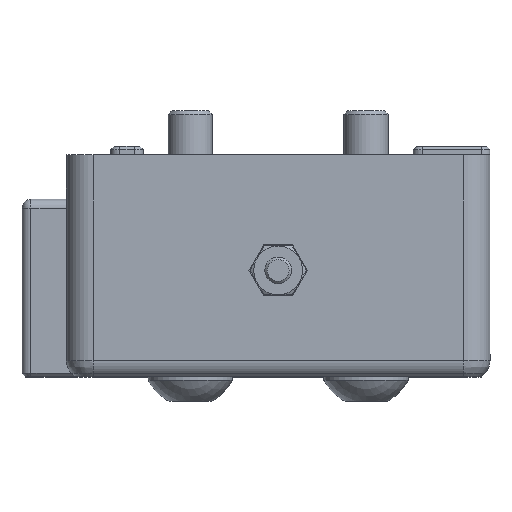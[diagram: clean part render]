
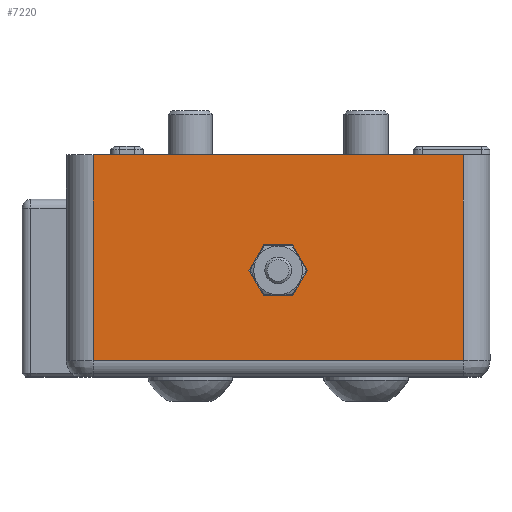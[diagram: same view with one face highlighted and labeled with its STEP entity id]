
A CAD part, top view. The second image highlights one B-rep face of the part: STEP entity #7220.
In plain terms, the highlighted planar face has unit normal (0, 0, 1).
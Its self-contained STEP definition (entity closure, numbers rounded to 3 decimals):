
#157=FACE_BOUND('',#1440,.T.);
#356=PLANE('',#8133);
#954=FACE_OUTER_BOUND('',#1439,.T.);
#1439=EDGE_LOOP('',(#6507,#6508,#6509,#6510));
#1440=EDGE_LOOP('',(#6511,#6512,#6513,#6514,#6515,#6516));
#1855=LINE('',#14383,#2358);
#1918=LINE('',#15054,#2421);
#1921=LINE('',#15059,#2424);
#1923=LINE('',#15063,#2426);
#1925=LINE('',#15067,#2428);
#1927=LINE('',#15071,#2430);
#1929=LINE('',#15074,#2432);
#1949=LINE('',#15137,#2452);
#1950=LINE('',#15141,#2453);
#1951=LINE('',#15142,#2454);
#2358=VECTOR('',#9898,10.);
#2421=VECTOR('',#10205,10.);
#2424=VECTOR('',#10210,10.);
#2426=VECTOR('',#10214,10.);
#2428=VECTOR('',#10218,10.);
#2430=VECTOR('',#10222,10.);
#2432=VECTOR('',#10226,10.);
#2452=VECTOR('',#10298,10.);
#2453=VECTOR('',#10303,10.);
#2454=VECTOR('',#10304,10.);
#3362=VERTEX_POINT('',#14380);
#3363=VERTEX_POINT('',#14382);
#3456=VERTEX_POINT('',#15052);
#3457=VERTEX_POINT('',#15053);
#3458=VERTEX_POINT('',#15058);
#3459=VERTEX_POINT('',#15062);
#3460=VERTEX_POINT('',#15066);
#3461=VERTEX_POINT('',#15070);
#3478=VERTEX_POINT('',#15136);
#3479=VERTEX_POINT('',#15140);
#4306=EDGE_CURVE('',#3362,#3363,#1855,.T.);
#4453=EDGE_CURVE('',#3456,#3457,#1918,.T.);
#4456=EDGE_CURVE('',#3458,#3456,#1921,.T.);
#4458=EDGE_CURVE('',#3459,#3458,#1923,.T.);
#4460=EDGE_CURVE('',#3460,#3459,#1925,.T.);
#4462=EDGE_CURVE('',#3461,#3460,#1927,.T.);
#4464=EDGE_CURVE('',#3457,#3461,#1929,.T.);
#4495=EDGE_CURVE('',#3363,#3478,#1949,.T.);
#4497=EDGE_CURVE('',#3479,#3362,#1950,.T.);
#4498=EDGE_CURVE('',#3478,#3479,#1951,.T.);
#6507=ORIENTED_EDGE('',*,*,#4306,.F.);
#6508=ORIENTED_EDGE('',*,*,#4497,.F.);
#6509=ORIENTED_EDGE('',*,*,#4498,.F.);
#6510=ORIENTED_EDGE('',*,*,#4495,.F.);
#6511=ORIENTED_EDGE('',*,*,#4453,.T.);
#6512=ORIENTED_EDGE('',*,*,#4464,.T.);
#6513=ORIENTED_EDGE('',*,*,#4462,.T.);
#6514=ORIENTED_EDGE('',*,*,#4460,.T.);
#6515=ORIENTED_EDGE('',*,*,#4458,.T.);
#6516=ORIENTED_EDGE('',*,*,#4456,.T.);
#7220=ADVANCED_FACE('',(#954,#157),#356,.T.);
#8133=AXIS2_PLACEMENT_3D('',#15139,#10301,#10302);
#9898=DIRECTION('',(1.,0.,0.));
#10205=DIRECTION('',(0.5,-0.866,0.));
#10210=DIRECTION('',(1.,0.,0.));
#10214=DIRECTION('',(0.5,0.866,0.));
#10218=DIRECTION('',(-0.5,0.866,0.));
#10222=DIRECTION('',(-1.,0.,0.));
#10226=DIRECTION('',(-0.5,-0.866,0.));
#10298=DIRECTION('',(0.,-1.,0.));
#10301=DIRECTION('center_axis',(0.,0.,
1.));
#10302=DIRECTION('ref_axis',(-1.,0.,0.));
#10303=DIRECTION('',(0.,1.,0.));
#10304=DIRECTION('',(-1.,0.,0.));
#14380=CARTESIAN_POINT('',(0.707,22.,369.));
#14382=CARTESIAN_POINT('',(42.407,22.,369.));
#14383=CARTESIAN_POINT('',(33.582,22.,369.));
#15052=CARTESIAN_POINT('',(23.202,11.85,369.));
#15053=CARTESIAN_POINT('',(24.848,9.,369.));
#15054=CARTESIAN_POINT('',(27.445,4.5,369.));
#15058=CARTESIAN_POINT('',(19.911,11.85,369.));
#15059=CARTESIAN_POINT('',(33.898,11.85,369.));
#15062=CARTESIAN_POINT('',(18.266,9.,369.));
#15063=CARTESIAN_POINT('',(21.427,14.476,369.));
#15066=CARTESIAN_POINT('',(19.911,6.15,369.));
#15067=CARTESIAN_POINT('',(23.332,0.225,369.));
#15070=CARTESIAN_POINT('',(23.202,6.15,369.));
#15071=CARTESIAN_POINT('',(35.543,6.15,369.));
#15074=CARTESIAN_POINT('',(27.186,13.051,369.));
#15136=CARTESIAN_POINT('',(42.407,-1.172,369.));
#15137=CARTESIAN_POINT('',(42.407,22.,369.));
#15139=CARTESIAN_POINT('Origin',(45.607,22.,369.));
#15140=CARTESIAN_POINT('',(0.707,-1.172,369.));
#15141=CARTESIAN_POINT('',(0.707,22.,369.));
#15142=CARTESIAN_POINT('',(39.594,-1.172,369.));
